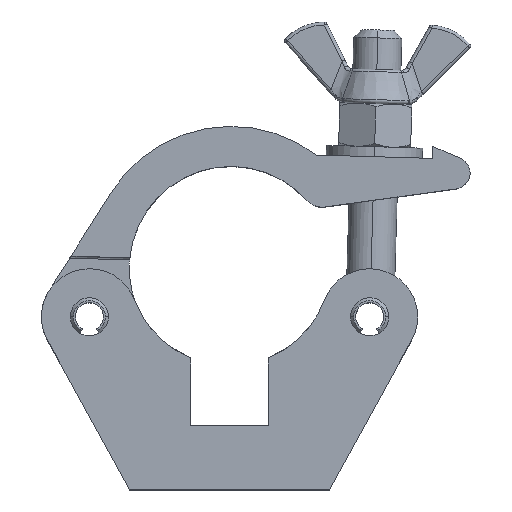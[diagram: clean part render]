
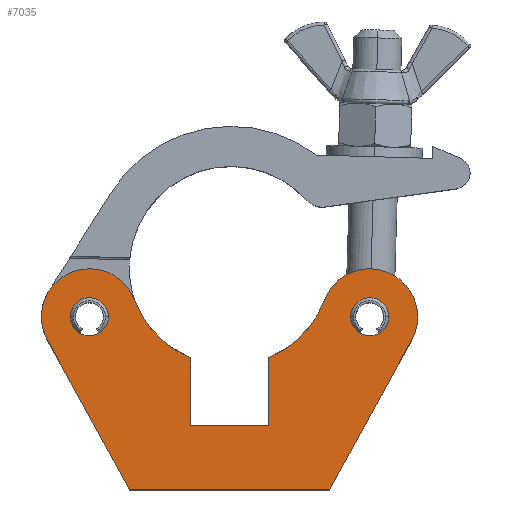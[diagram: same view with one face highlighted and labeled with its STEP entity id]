
A CAD part, top view. The second image highlights one B-rep face of the part: STEP entity #7035.
In plain terms, the highlighted planar face has unit normal (0, 0, 1).
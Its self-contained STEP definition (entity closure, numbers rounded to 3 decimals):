
#16 = VERTEX_POINT ( 'NONE', #4151 ) ;
#96 = VERTEX_POINT ( 'NONE', #7043 ) ;
#150 = FACE_BOUND ( 'NONE', #3440, .T. ) ;
#163 = CARTESIAN_POINT ( 'NONE',  ( 35., 43.22, 15. ) ) ;
#297 = CARTESIAN_POINT ( 'NONE',  ( 25., 0., 15. ) ) ;
#329 = ORIENTED_EDGE ( 'NONE', *, *, #1135, .F. ) ;
#375 = DIRECTION ( 'NONE',  ( 0., 1., 0. ) ) ;
#441 = EDGE_CURVE ( 'NONE', #7320, #16, #8325, .T. ) ;
#554 = EDGE_CURVE ( 'NONE', #866, #6034, #1865, .T. ) ;
#720 = AXIS2_PLACEMENT_3D ( 'NONE', #163, #7980, #8682 ) ;
#781 = DIRECTION ( 'NONE',  ( 0., 0., 1. ) ) ;
#809 = VECTOR ( 'NONE', #3867, 1000. ) ;
#866 = VERTEX_POINT ( 'NONE', #8087 ) ;
#896 = DIRECTION ( 'NONE',  ( 0., 0., 1. ) ) ;
#899 = EDGE_CURVE ( 'NONE', #5291, #3735, #8490, .T. ) ;
#1135 = EDGE_CURVE ( 'NONE', #4371, #8118, #3186, .T. ) ;
#1137 = ORIENTED_EDGE ( 'NONE', *, *, #6828, .T. ) ;
#1198 = DIRECTION ( 'NONE',  ( -1., 0., 0. ) ) ;
#1230 = EDGE_CURVE ( 'NONE', #3735, #2388, #2909, .T. ) ;
#1475 = CARTESIAN_POINT ( 'NONE',  ( -9.725, 16., 15. ) ) ;
#1621 = DIRECTION ( 'NONE',  ( 0., 0., 1. ) ) ;
#1674 = EDGE_CURVE ( 'NONE', #16, #5291, #5469, .T. ) ;
#1865 = LINE ( 'NONE', #3562, #7184 ) ;
#1966 = DIRECTION ( 'NONE',  ( 0., 0., 1. ) ) ;
#2033 = CARTESIAN_POINT ( 'NONE',  ( -25., 0., 15. ) ) ;
#2057 = VERTEX_POINT ( 'NONE', #2270 ) ;
#2104 = DIRECTION ( 'NONE',  ( -1., 0., 0. ) ) ;
#2134 = LINE ( 'NONE', #8874, #7459 ) ;
#2137 = DIRECTION ( 'NONE',  ( -1., 0., 0. ) ) ;
#2238 = VERTEX_POINT ( 'NONE', #4314 ) ;
#2239 = VERTEX_POINT ( 'NONE', #4092 ) ;
#2270 = CARTESIAN_POINT ( 'NONE',  ( 9.725, 32.937, 15. ) ) ;
#2364 = CARTESIAN_POINT ( 'NONE',  ( 23.77, 47.449, 15. ) ) ;
#2388 = VERTEX_POINT ( 'NONE', #3421 ) ;
#2476 = DIRECTION ( 'NONE',  ( 0., 0., -1. ) ) ;
#2479 = ORIENTED_EDGE ( 'NONE', *, *, #4608, .T. ) ;
#2499 = DIRECTION ( 'NONE',  ( 0., 0., 1. ) ) ;
#2514 = CIRCLE ( 'NONE', #2672, 12. ) ;
#2672 = AXIS2_PLACEMENT_3D ( 'NONE', #7546, #2499, #6001 ) ;
#2830 = AXIS2_PLACEMENT_3D ( 'NONE', #8818, #781, #6210 ) ;
#2909 = CIRCLE ( 'NONE', #7602, 12. ) ;
#3007 = EDGE_CURVE ( 'NONE', #8655, #2239, #3219, .T. ) ;
#3051 = LINE ( 'NONE', #2033, #7896 ) ;
#3052 = CARTESIAN_POINT ( 'NONE',  ( -39.75, 43.22, 15. ) ) ;
#3186 = CIRCLE ( 'NONE', #4306, 4.75 ) ;
#3219 = CIRCLE ( 'NONE', #8864, 4.75 ) ;
#3275 = ORIENTED_EDGE ( 'NONE', *, *, #8296, .T. ) ;
#3288 = VERTEX_POINT ( 'NONE', #2364 ) ;
#3295 = ORIENTED_EDGE ( 'NONE', *, *, #3825, .F. ) ;
#3361 = DIRECTION ( 'NONE',  ( 0., 0., -1. ) ) ;
#3421 = CARTESIAN_POINT ( 'NONE',  ( -47., 43.22, 15. ) ) ;
#3440 = EDGE_LOOP ( 'NONE', ( #6099, #3295 ) ) ;
#3562 = CARTESIAN_POINT ( 'NONE',  ( -25., 0., 15. ) ) ;
#3574 = DIRECTION ( 'NONE',  ( -1., 0., 0. ) ) ;
#3692 = AXIS2_PLACEMENT_3D ( 'NONE', #3699, #1621, #7848 ) ;
#3699 = CARTESIAN_POINT ( 'NONE',  ( 35., 43.22, 15. ) ) ;
#3735 = VERTEX_POINT ( 'NONE', #8030 ) ;
#3793 = AXIS2_PLACEMENT_3D ( 'NONE', #7495, #5085, #1198 ) ;
#3825 = EDGE_CURVE ( 'NONE', #2239, #8655, #4381, .T. ) ;
#3867 = DIRECTION ( 'NONE',  ( 0.481, 0.877, 0. ) ) ;
#3933 = DIRECTION ( 'NONE',  ( 1., 0., 0. ) ) ;
#4092 = CARTESIAN_POINT ( 'NONE',  ( 39.75, 43.22, 15. ) ) ;
#4151 = CARTESIAN_POINT ( 'NONE',  ( -9.725, 16., 15. ) ) ;
#4201 = DIRECTION ( 'NONE',  ( 0., 0., 1. ) ) ;
#4251 = EDGE_CURVE ( 'NONE', #8118, #4371, #4301, .T. ) ;
#4275 = PLANE ( 'NONE',  #2830 ) ;
#4290 = CARTESIAN_POINT ( 'NONE',  ( 0., 56.402, 15. ) ) ;
#4301 = CIRCLE ( 'NONE', #3793, 4.75 ) ;
#4305 = CARTESIAN_POINT ( 'NONE',  ( 9.725, 16., 15. ) ) ;
#4306 = AXIS2_PLACEMENT_3D ( 'NONE', #5615, #1966, #5652 ) ;
#4314 = CARTESIAN_POINT ( 'NONE',  ( 45.524, 37.453, 15. ) ) ;
#4371 = VERTEX_POINT ( 'NONE', #3052 ) ;
#4381 = CIRCLE ( 'NONE', #3692, 4.75 ) ;
#4598 = EDGE_CURVE ( 'NONE', #3288, #2057, #8884, .T. ) ;
#4608 = EDGE_CURVE ( 'NONE', #2238, #3288, #7315, .T. ) ;
#4641 = CARTESIAN_POINT ( 'NONE',  ( 35., 43.22, 15. ) ) ;
#4985 = ORIENTED_EDGE ( 'NONE', *, *, #1674, .T. ) ;
#5085 = DIRECTION ( 'NONE',  ( 0., 0., 1. ) ) ;
#5086 = ORIENTED_EDGE ( 'NONE', *, *, #4598, .T. ) ;
#5133 = ORIENTED_EDGE ( 'NONE', *, *, #7355, .T. ) ;
#5201 = EDGE_LOOP ( 'NONE', ( #1137, #2479, #5086, #3275, #7772, #4985, #8078, #8580, #5133, #6585, #5335 ) ) ;
#5291 = VERTEX_POINT ( 'NONE', #8462 ) ;
#5292 = CARTESIAN_POINT ( 'NONE',  ( -9.725, 16., 15. ) ) ;
#5335 = ORIENTED_EDGE ( 'NONE', *, *, #7246, .T. ) ;
#5395 = CARTESIAN_POINT ( 'NONE',  ( -30.25, 43.22, 15. ) ) ;
#5469 = LINE ( 'NONE', #1475, #6692 ) ;
#5615 = CARTESIAN_POINT ( 'NONE',  ( -35., 43.22, 15. ) ) ;
#5652 = DIRECTION ( 'NONE',  ( -1., 0., 0. ) ) ;
#5749 = FACE_BOUND ( 'NONE', #8676, .T. ) ;
#5855 = LINE ( 'NONE', #297, #809 ) ;
#5913 = CARTESIAN_POINT ( 'NONE',  ( -25., 0., 15. ) ) ;
#5934 = DIRECTION ( 'NONE',  ( 1., 0., 0. ) ) ;
#6001 = DIRECTION ( 'NONE',  ( -1., 0., 0. ) ) ;
#6034 = VERTEX_POINT ( 'NONE', #5913 ) ;
#6079 = DIRECTION ( 'NONE',  ( 0.481, -0.877, 0. ) ) ;
#6091 = VECTOR ( 'NONE', #3574, 1000. ) ;
#6099 = ORIENTED_EDGE ( 'NONE', *, *, #3007, .F. ) ;
#6102 = CARTESIAN_POINT ( 'NONE',  ( -35., 43.22, 15. ) ) ;
#6147 = DIRECTION ( 'NONE',  ( 0., -1., 0. ) ) ;
#6210 = DIRECTION ( 'NONE',  ( 1., 0., 0. ) ) ;
#6495 = CARTESIAN_POINT ( 'NONE',  ( 0., 56.402, 15. ) ) ;
#6585 = ORIENTED_EDGE ( 'NONE', *, *, #554, .T. ) ;
#6692 = VECTOR ( 'NONE', #375, 1000. ) ;
#6828 = EDGE_CURVE ( 'NONE', #96, #2238, #5855, .T. ) ;
#7035 = ADVANCED_FACE ( 'NONE', ( #150, #8544, #5749 ), #4275, .T. ) ;
#7043 = CARTESIAN_POINT ( 'NONE',  ( 25., 0., 15. ) ) ;
#7184 = VECTOR ( 'NONE', #6079, 1000. ) ;
#7246 = EDGE_CURVE ( 'NONE', #6034, #96, #3051, .T. ) ;
#7268 = ORIENTED_EDGE ( 'NONE', *, *, #4251, .F. ) ;
#7276 = CARTESIAN_POINT ( 'NONE',  ( 30.25, 43.22, 15. ) ) ;
#7295 = DIRECTION ( 'NONE',  ( 1., 0., 0. ) ) ;
#7313 = AXIS2_PLACEMENT_3D ( 'NONE', #6495, #3361, #2104 ) ;
#7315 = CIRCLE ( 'NONE', #720, 12. ) ;
#7320 = VERTEX_POINT ( 'NONE', #4305 ) ;
#7355 = EDGE_CURVE ( 'NONE', #2388, #866, #2514, .T. ) ;
#7459 = VECTOR ( 'NONE', #6147, 1000. ) ;
#7495 = CARTESIAN_POINT ( 'NONE',  ( -35., 43.22, 15. ) ) ;
#7546 = CARTESIAN_POINT ( 'NONE',  ( -35., 43.22, 15. ) ) ;
#7602 = AXIS2_PLACEMENT_3D ( 'NONE', #6102, #4201, #2137 ) ;
#7772 = ORIENTED_EDGE ( 'NONE', *, *, #441, .T. ) ;
#7848 = DIRECTION ( 'NONE',  ( 1., 0., 0. ) ) ;
#7896 = VECTOR ( 'NONE', #7295, 1000. ) ;
#7980 = DIRECTION ( 'NONE',  ( 0., 0., 1. ) ) ;
#8030 = CARTESIAN_POINT ( 'NONE',  ( -23.77, 47.449, 15. ) ) ;
#8078 = ORIENTED_EDGE ( 'NONE', *, *, #899, .T. ) ;
#8087 = CARTESIAN_POINT ( 'NONE',  ( -45.524, 37.453, 15. ) ) ;
#8118 = VERTEX_POINT ( 'NONE', #5395 ) ;
#8280 = AXIS2_PLACEMENT_3D ( 'NONE', #4290, #2476, #5934 ) ;
#8296 = EDGE_CURVE ( 'NONE', #2057, #7320, #2134, .T. ) ;
#8325 = LINE ( 'NONE', #5292, #6091 ) ;
#8462 = CARTESIAN_POINT ( 'NONE',  ( -9.725, 32.937, 15. ) ) ;
#8490 = CIRCLE ( 'NONE', #7313, 25.4 ) ;
#8544 = FACE_OUTER_BOUND ( 'NONE', #5201, .T. ) ;
#8580 = ORIENTED_EDGE ( 'NONE', *, *, #1230, .T. ) ;
#8655 = VERTEX_POINT ( 'NONE', #7276 ) ;
#8676 = EDGE_LOOP ( 'NONE', ( #329, #7268 ) ) ;
#8682 = DIRECTION ( 'NONE',  ( 1., 0., 0. ) ) ;
#8818 = CARTESIAN_POINT ( 'NONE',  ( 35., 43.22, 15. ) ) ;
#8864 = AXIS2_PLACEMENT_3D ( 'NONE', #4641, #896, #3933 ) ;
#8874 = CARTESIAN_POINT ( 'NONE',  ( 9.725, 16., 15. ) ) ;
#8884 = CIRCLE ( 'NONE', #8280, 25.4 ) ;
